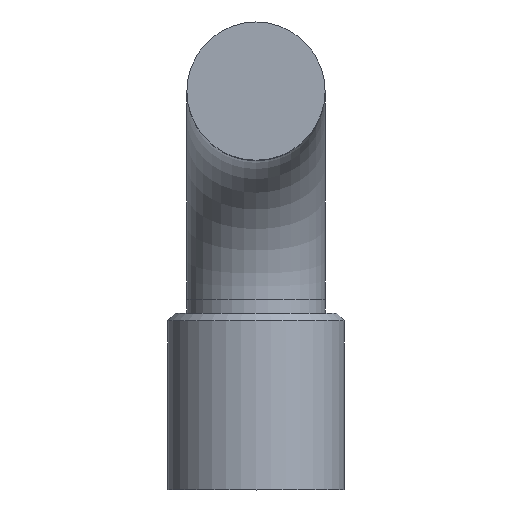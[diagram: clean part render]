
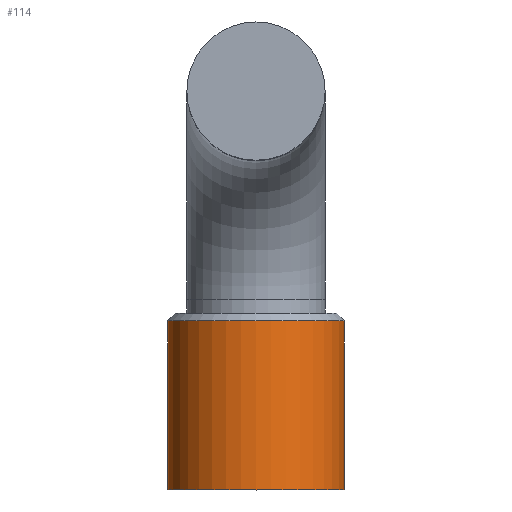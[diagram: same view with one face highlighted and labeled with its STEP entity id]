
A CAD part, top view. The second image highlights one B-rep face of the part: STEP entity #114.
In plain terms, the highlighted cylindrical face has radius 11.5 mm (diameter 23 mm), a full revolution.
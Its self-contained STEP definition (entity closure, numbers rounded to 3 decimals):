
#23=CYLINDRICAL_SURFACE('',#140,11.5);
#31=ORIENTED_EDGE('',*,*,#47,.T.);
#32=ORIENTED_EDGE('',*,*,#46,.T.);
#46=EDGE_CURVE('',#55,#55,#64,.T.);
#47=EDGE_CURVE('',#56,#56,#65,.F.);
#55=VERTEX_POINT('',#202);
#56=VERTEX_POINT('',#205);
#64=CIRCLE('',#139,11.5);
#65=CIRCLE('',#141,11.5);
#76=EDGE_LOOP('',(#31));
#77=EDGE_LOOP('',(#32));
#94=FACE_BOUND('',#76,.T.);
#95=FACE_BOUND('',#77,.T.);
#114=ADVANCED_FACE('',(#94,#95),#23,.T.);
#139=AXIS2_PLACEMENT_3D('',#201,#165,#166);
#140=AXIS2_PLACEMENT_3D('',#203,#167,#168);
#141=AXIS2_PLACEMENT_3D('',#204,#169,#170);
#165=DIRECTION('',(0.,1.,0.));
#166=DIRECTION('',(1.,0.,0.));
#167=DIRECTION('',(0.,-1.,0.));
#168=DIRECTION('',(0.,0.,-1.));
#169=DIRECTION('',(0.,1.,0.));
#170=DIRECTION('',(0.,0.,1.));
#201=CARTESIAN_POINT('',(0.,-24.8,0.));
#202=CARTESIAN_POINT('',(11.5,-24.8,0.));
#203=CARTESIAN_POINT('',(0.,-13.516,0.));
#204=CARTESIAN_POINT('',(0.,-2.8,0.));
#205=CARTESIAN_POINT('',(0.,-2.8,11.5));
